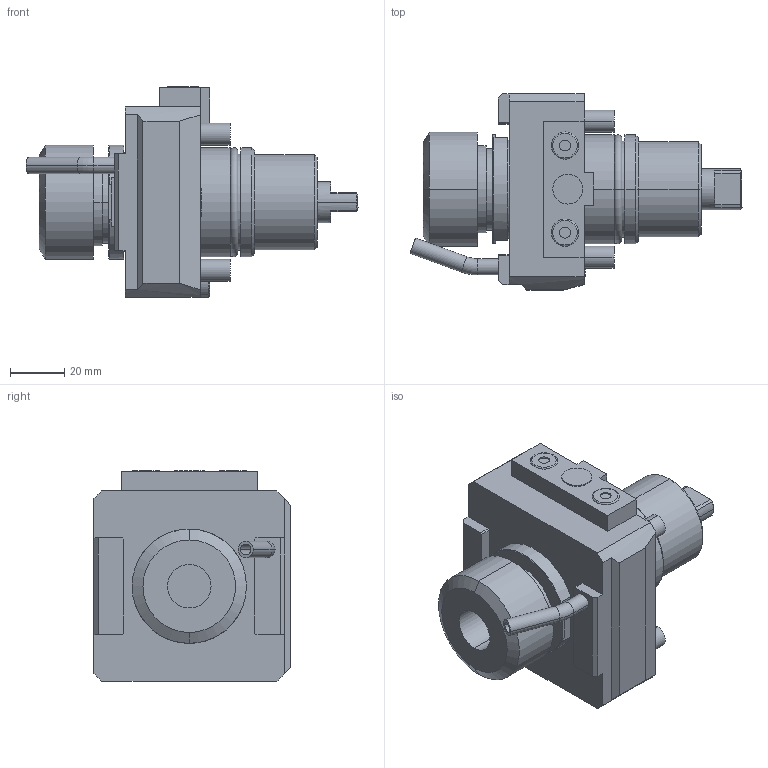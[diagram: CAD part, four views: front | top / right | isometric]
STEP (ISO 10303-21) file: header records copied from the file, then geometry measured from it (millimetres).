
FILE_DESCRIPTION((''),'2;1');
FILE_NAME('BGL1190325_CONF','2023-10-11T11:49:38',('gvalli'),('M.T. srl'),'CREO PARAMETRIC BY PTC INC, 2021072','CREO PARAMETRIC BY PTC INC, 2021072','');
FILE_SCHEMA(('CONFIG_CONTROL_DESIGN'));
Length unit declared in the file: millimetre
Products named in the file (1): BGL1190325_CONF
Bounding box: 121.95 x 72 x 77.5 mm (x, y, z)
Volume: 233296.4 mm3; surface area: 35732.8 mm2
Topology: 1 solids, 1 shells, 183 faces, 431 edges, 278 vertices
Faces by surface type: plane 101, cylinder 56, cone 12, torus 12, extrusion 2
Entity records: 5363 total; most frequent: CARTESIAN_POINT 1005, DIRECTION 927, ORIENTED_EDGE 862, EDGE_CURVE 431, AXIS2_PLACEMENT_3D 334, VERTEX_POINT 278, VECTOR 259, LINE 257
